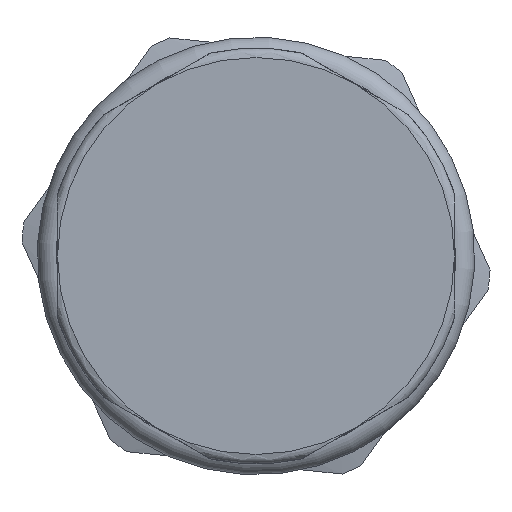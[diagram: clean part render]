
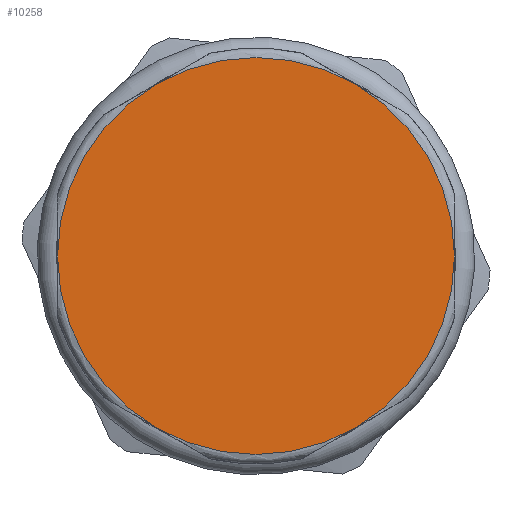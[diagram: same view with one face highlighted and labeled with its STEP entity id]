
A CAD part, left-side view. The second image highlights one B-rep face of the part: STEP entity #10258.
In plain terms, the highlighted planar face has unit normal (-1, 0, 0).
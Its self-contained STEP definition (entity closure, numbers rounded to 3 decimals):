
#545=CIRCLE('',#10698,10.5);
#547=CIRCLE('',#10701,10.5);
#549=CIRCLE('',#10704,10.5);
#551=CIRCLE('',#10707,10.5);
#553=CIRCLE('',#10710,10.5);
#554=CIRCLE('',#10712,10.5);
#1839=PLANE('',#10742);
#2373=FACE_OUTER_BOUND('',#2964,.T.);
#2964=EDGE_LOOP('',(#9018,#9019,#9020,#9021,#9022,#9023));
#4624=VERTEX_POINT('',#74696);
#4630=VERTEX_POINT('',#74761);
#4636=VERTEX_POINT('',#74826);
#4642=VERTEX_POINT('',#74891);
#4648=VERTEX_POINT('',#74956);
#4652=VERTEX_POINT('',#75005);
#6093=EDGE_CURVE('',#4652,#4648,#545,.T.);
#6095=EDGE_CURVE('',#4648,#4642,#547,.T.);
#6097=EDGE_CURVE('',#4642,#4636,#549,.T.);
#6099=EDGE_CURVE('',#4636,#4630,#551,.T.);
#6101=EDGE_CURVE('',#4630,#4624,#553,.T.);
#6102=EDGE_CURVE('',#4624,#4652,#554,.T.);
#9018=ORIENTED_EDGE('',*,*,#6093,.F.);
#9019=ORIENTED_EDGE('',*,*,#6102,.F.);
#9020=ORIENTED_EDGE('',*,*,#6101,.F.);
#9021=ORIENTED_EDGE('',*,*,#6099,.F.);
#9022=ORIENTED_EDGE('',*,*,#6097,.F.);
#9023=ORIENTED_EDGE('',*,*,#6095,.F.);
#10258=ADVANCED_FACE('',(#2373),#1839,.T.);
#10698=AXIS2_PLACEMENT_3D('',#75020,#12113,#12114);
#10701=AXIS2_PLACEMENT_3D('',#75023,#12119,#12120);
#10704=AXIS2_PLACEMENT_3D('',#75026,#12125,#12126);
#10707=AXIS2_PLACEMENT_3D('',#75029,#12131,#12132);
#10710=AXIS2_PLACEMENT_3D('',#75032,#12137,#12138);
#10712=AXIS2_PLACEMENT_3D('',#75034,#12141,#12142);
#10742=AXIS2_PLACEMENT_3D('',#75114,#12203,#12204);
#12113=DIRECTION('center_axis',(1.,0.,0.));
#12114=DIRECTION('ref_axis',(0.,-1.,0.));
#12119=DIRECTION('center_axis',(1.,0.,0.));
#12120=DIRECTION('ref_axis',(0.,-1.,0.));
#12125=DIRECTION('center_axis',(1.,0.,0.));
#12126=DIRECTION('ref_axis',(0.,-1.,0.));
#12131=DIRECTION('center_axis',(1.,0.,0.));
#12132=DIRECTION('ref_axis',(0.,-1.,0.));
#12137=DIRECTION('center_axis',(1.,0.,0.));
#12138=DIRECTION('ref_axis',(0.,-1.,0.));
#12141=DIRECTION('center_axis',(1.,0.,0.));
#12142=DIRECTION('ref_axis',(0.,-1.,0.));
#12203=DIRECTION('center_axis',(-1.,0.,0.));
#12204=DIRECTION('ref_axis',(0.,0.,1.));
#74696=CARTESIAN_POINT('',(0.,5.25,-9.093));
#74761=CARTESIAN_POINT('',(0.,-5.25,-9.093));
#74826=CARTESIAN_POINT('',(0.,-10.5,0.));
#74891=CARTESIAN_POINT('',(0.,-5.25,9.093));
#74956=CARTESIAN_POINT('',(0.,5.25,9.093));
#75005=CARTESIAN_POINT('',(0.,10.5,0.));
#75020=CARTESIAN_POINT('Origin',(0.,0.,0.));
#75023=CARTESIAN_POINT('Origin',(0.,0.,0.));
#75026=CARTESIAN_POINT('Origin',(0.,0.,0.));
#75029=CARTESIAN_POINT('Origin',(0.,0.,0.));
#75032=CARTESIAN_POINT('Origin',(0.,0.,0.));
#75034=CARTESIAN_POINT('Origin',(0.,0.,0.));
#75114=CARTESIAN_POINT('Origin',(0.,8.975,0.));
